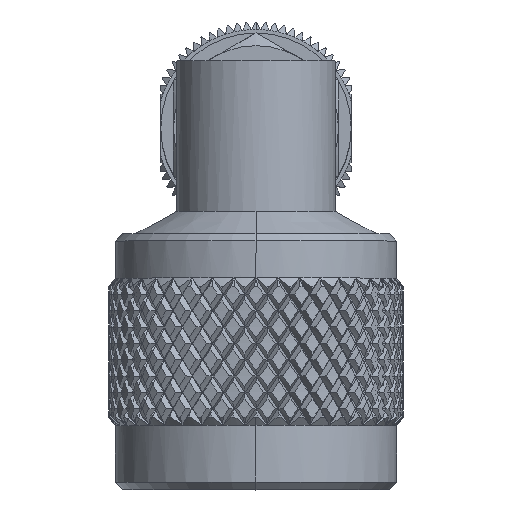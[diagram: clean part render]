
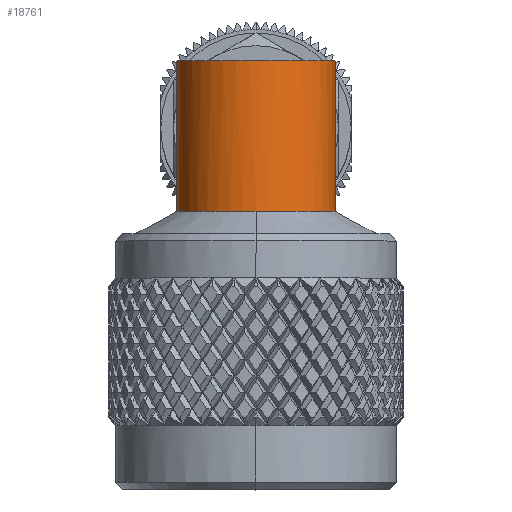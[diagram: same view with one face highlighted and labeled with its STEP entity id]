
A CAD part, top view. The second image highlights one B-rep face of the part: STEP entity #18761.
In plain terms, the highlighted cylindrical face has radius 5.395 mm (diameter 10.79 mm), a partial arc.
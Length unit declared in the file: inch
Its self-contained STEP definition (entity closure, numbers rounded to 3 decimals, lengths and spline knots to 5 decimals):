
#562 = EDGE_CURVE ( 'NONE', #91994, #45478, #97768, .T. ) ;
#1477 = CARTESIAN_POINT ( 'NONE',  ( 0.05962, -0.13037, 0.16769 ) ) ;
#2018 = CARTESIAN_POINT ( 'NONE',  ( 0.05962, -0.13037, 0.16769 ) ) ;
#5231 = DIRECTION ( 'NONE',  ( -1., 0., 0. ) ) ;
#6902 = EDGE_CURVE ( 'NONE', #9069, #55983, #13627, .T. ) ;
#7234 = ORIENTED_EDGE ( 'NONE', *, *, #68572, .F. ) ;
#9069 = VERTEX_POINT ( 'NONE', #63164 ) ;
#13627 = CIRCLE ( 'NONE', #82867, 0.21241 ) ;
#15392 = ORIENTED_EDGE ( 'NONE', *, *, #74719, .F. ) ;
#16959 = AXIS2_PLACEMENT_3D ( 'NONE', #79958, #40210, #47981 ) ;
#18761 = ADVANCED_FACE ( 'NONE', ( #82448 ), #86148, .T. ) ;
#19026 = DIRECTION ( 'NONE',  ( 0., 0., 1. ) ) ;
#19635 = DIRECTION ( 'NONE',  ( -1., 0., 0. ) ) ;
#22944 = LINE ( 'NONE', #87366, #82168 ) ;
#23797 = ORIENTED_EDGE ( 'NONE', *, *, #6902, .T. ) ;
#25160 = AXIS2_PLACEMENT_3D ( 'NONE', #50389, #19635, #72953 ) ;
#28648 = EDGE_CURVE ( 'NONE', #91994, #9069, #22944, .T. ) ;
#29945 = LINE ( 'NONE', #2018, #84331 ) ;
#39070 = CIRCLE ( 'NONE', #16959, 0.21241 ) ;
#40210 = DIRECTION ( 'NONE',  ( -1., 0., 0. ) ) ;
#41867 = ORIENTED_EDGE ( 'NONE', *, *, #28648, .T. ) ;
#45478 = VERTEX_POINT ( 'NONE', #59095 ) ;
#47981 = DIRECTION ( 'NONE',  ( 0., 0., 1. ) ) ;
#49172 = CARTESIAN_POINT ( 'NONE',  ( 0.46208, -0.13037, 0.16769 ) ) ;
#50389 = CARTESIAN_POINT ( 'NONE',  ( 0.05962, 0., 0. ) ) ;
#50783 = CARTESIAN_POINT ( 'NONE',  ( -5.70743, 0., 0. ) ) ;
#55983 = VERTEX_POINT ( 'NONE', #49172 ) ;
#56661 = DIRECTION ( 'NONE',  ( 1., 0., 0. ) ) ;
#59095 = CARTESIAN_POINT ( 'NONE',  ( 0.05962, 0., -0.21241 ) ) ;
#59969 = CARTESIAN_POINT ( 'NONE',  ( 0.05962, 0.13037, 0.16769 ) ) ;
#63164 = CARTESIAN_POINT ( 'NONE',  ( 0.46208, 0.13037, 0.16769 ) ) ;
#65291 = DIRECTION ( 'NONE',  ( -1., 0., 0. ) ) ;
#66932 = CARTESIAN_POINT ( 'NONE',  ( 0.46208, 0., 0. ) ) ;
#68572 = EDGE_CURVE ( 'NONE', #93465, #55983, #29945, .T. ) ;
#72362 = AXIS2_PLACEMENT_3D ( 'NONE', #50783, #65291, #19026 ) ;
#72953 = DIRECTION ( 'NONE',  ( 0., 0., 1. ) ) ;
#74719 = EDGE_CURVE ( 'NONE', #45478, #93465, #39070, .T. ) ;
#79958 = CARTESIAN_POINT ( 'NONE',  ( 0.05962, 0., 0. ) ) ;
#82168 = VECTOR ( 'NONE', #95105, 39.37008 ) ;
#82448 = FACE_OUTER_BOUND ( 'NONE', #92829, .T. ) ;
#82867 = AXIS2_PLACEMENT_3D ( 'NONE', #66932, #5231, #97994 ) ;
#84331 = VECTOR ( 'NONE', #56661, 39.37008 ) ;
#86148 = CYLINDRICAL_SURFACE ( 'NONE', #72362, 0.21241 ) ;
#87366 = CARTESIAN_POINT ( 'NONE',  ( 0.05962, 0.13037, 0.16769 ) ) ;
#91994 = VERTEX_POINT ( 'NONE', #59969 ) ;
#92829 = EDGE_LOOP ( 'NONE', ( #23797, #7234, #15392, #96085, #41867 ) ) ;
#93465 = VERTEX_POINT ( 'NONE', #1477 ) ;
#95105 = DIRECTION ( 'NONE',  ( 1., 0., 0. ) ) ;
#96085 = ORIENTED_EDGE ( 'NONE', *, *, #562, .F. ) ;
#97768 = CIRCLE ( 'NONE', #25160, 0.21241 ) ;
#97994 = DIRECTION ( 'NONE',  ( 0., 0., 1. ) ) ;
